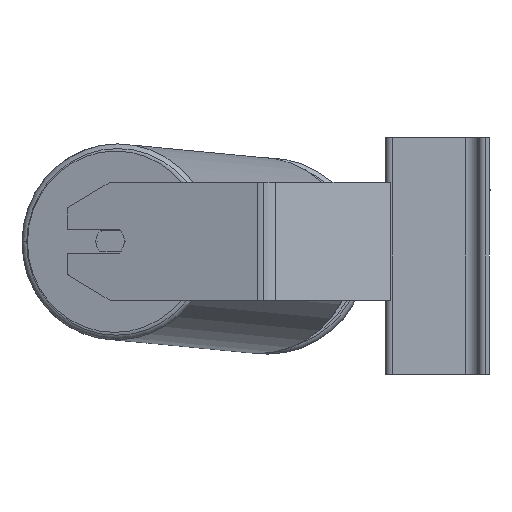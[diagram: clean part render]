
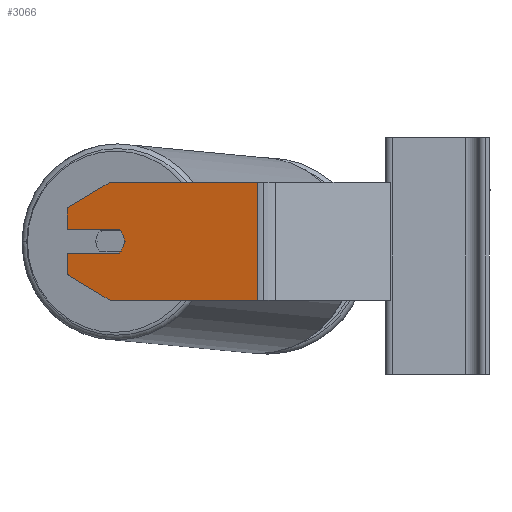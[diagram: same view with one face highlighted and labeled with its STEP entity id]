
A CAD part, left-side view. The second image highlights one B-rep face of the part: STEP entity #3066.
In plain terms, the highlighted planar face has unit normal (-0.966, 0.259, 0).
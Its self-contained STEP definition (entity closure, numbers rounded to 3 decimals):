
#24 = CARTESIAN_POINT ( 'NONE',  ( -608.113, 199.143, 18. ) ) ;
#97 = AXIS2_PLACEMENT_3D ( 'NONE', #9336, #3537, #3489 ) ;
#122 = LINE ( 'NONE', #8157, #3781 ) ;
#181 = CARTESIAN_POINT ( 'NONE',  ( -609.149, 195.279, 10. ) ) ;
#209 = ORIENTED_EDGE ( 'NONE', *, *, #684, .F. ) ;
#210 = CARTESIAN_POINT ( 'NONE',  ( -606.56, 204.939, 50. ) ) ;
#316 = ORIENTED_EDGE ( 'NONE', *, *, #9292, .F. ) ;
#328 = EDGE_CURVE ( 'NONE', #6818, #2173, #1361, .T. ) ;
#472 = VERTEX_POINT ( 'NONE', #4139 ) ;
#684 = EDGE_CURVE ( 'NONE', #6844, #6818, #7653, .T. ) ;
#972 = CARTESIAN_POINT ( 'NONE',  ( -633.383, 104.835, -30. ) ) ;
#1137 = ORIENTED_EDGE ( 'NONE', *, *, #3843, .T. ) ;
#1166 = EDGE_CURVE ( 'NONE', #472, #5449, #3676, .T. ) ;
#1361 = CIRCLE ( 'NONE', #8209, 10. ) ;
#1424 = EDGE_CURVE ( 'NONE', #10170, #6185, #8455, .T. ) ;
#1479 = CARTESIAN_POINT ( 'NONE',  ( -598.796, 233.916, -30. ) ) ;
#1522 = VERTEX_POINT ( 'NONE', #3072 ) ;
#1949 = CARTESIAN_POINT ( 'NONE',  ( -598.796, 233.916, 2. ) ) ;
#2167 = EDGE_CURVE ( 'NONE', #7646, #4042, #5884, .T. ) ;
#2173 = VERTEX_POINT ( 'NONE', #181 ) ;
#2449 = ORIENTED_EDGE ( 'NONE', *, *, #5747, .T. ) ;
#2478 = DIRECTION ( 'NONE',  ( 0.224, 0.837, -0.5 ) ) ;
#2853 = AXIS2_PLACEMENT_3D ( 'NONE', #8083, #4039, #6605 ) ;
#2921 = VECTOR ( 'NONE', #3038, 1000. ) ;
#2943 = EDGE_CURVE ( 'NONE', #2173, #10170, #9530, .T. ) ;
#3038 = DIRECTION ( 'NONE',  ( -0.224, -0.837, -0.5 ) ) ;
#3066 = ADVANCED_FACE ( 'NONE', ( #5907 ), #10164, .F. ) ;
#3072 = CARTESIAN_POINT ( 'NONE',  ( -598.796, 233.916, 32.679 ) ) ;
#3489 = DIRECTION ( 'NONE',  ( 0.259, 0.966, 0. ) ) ;
#3537 = DIRECTION ( 'NONE',  ( 0.966, -0.259, 0. ) ) ;
#3676 = LINE ( 'NONE', #7743, #2921 ) ;
#3710 = DIRECTION ( 'NONE',  ( 0.259, 0.966, 0. ) ) ;
#3725 = VECTOR ( 'NONE', #7693, 1000. ) ;
#3781 = VECTOR ( 'NONE', #4068, 1000. ) ;
#3843 = EDGE_CURVE ( 'NONE', #7646, #1522, #9798, .T. ) ;
#4035 = ORIENTED_EDGE ( 'NONE', *, *, #1166, .T. ) ;
#4039 = DIRECTION ( 'NONE',  ( -0.966, 0.259, 0. ) ) ;
#4042 = VERTEX_POINT ( 'NONE', #6348 ) ;
#4068 = DIRECTION ( 'NONE',  ( 0., 0., -1. ) ) ;
#4139 = CARTESIAN_POINT ( 'NONE',  ( -598.796, 233.916, -12.679 ) ) ;
#4394 = CARTESIAN_POINT ( 'NONE',  ( -598.796, 233.916, 50. ) ) ;
#4793 = CARTESIAN_POINT ( 'NONE',  ( -606.56, 204.939, 10. ) ) ;
#5041 = ORIENTED_EDGE ( 'NONE', *, *, #2167, .F. ) ;
#5115 = CARTESIAN_POINT ( 'NONE',  ( -606.56, 204.939, -30. ) ) ;
#5176 = CARTESIAN_POINT ( 'NONE',  ( -598.796, 233.916, 18. ) ) ;
#5258 = DIRECTION ( 'NONE',  ( -0.259, -0.966, 0. ) ) ;
#5280 = VECTOR ( 'NONE', #2478, 1000. ) ;
#5449 = VERTEX_POINT ( 'NONE', #5115 ) ;
#5467 = CARTESIAN_POINT ( 'NONE',  ( -633.383, 104.835, 50. ) ) ;
#5697 = EDGE_CURVE ( 'NONE', #5449, #5893, #9660, .T. ) ;
#5747 = EDGE_CURVE ( 'NONE', #1522, #6185, #9989, .T. ) ;
#5846 = VECTOR ( 'NONE', #3710, 1000. ) ;
#5884 = LINE ( 'NONE', #4394, #3725 ) ;
#5893 = VERTEX_POINT ( 'NONE', #972 ) ;
#5901 = CARTESIAN_POINT ( 'NONE',  ( -598.796, 233.916, 2. ) ) ;
#5907 = FACE_OUTER_BOUND ( 'NONE', #6709, .T. ) ;
#6185 = VERTEX_POINT ( 'NONE', #10576 ) ;
#6348 = CARTESIAN_POINT ( 'NONE',  ( -633.383, 104.835, 50. ) ) ;
#6579 = ORIENTED_EDGE ( 'NONE', *, *, #328, .F. ) ;
#6602 = CARTESIAN_POINT ( 'NONE',  ( -608.113, 199.143, 2. ) ) ;
#6605 = DIRECTION ( 'NONE',  ( -0.259, -0.966, 0. ) ) ;
#6709 = EDGE_LOOP ( 'NONE', ( #7236, #4035, #10611, #316, #5041, #1137, #2449, #9225, #8009, #6579, #209 ) ) ;
#6818 = VERTEX_POINT ( 'NONE', #6602 ) ;
#6844 = VERTEX_POINT ( 'NONE', #5901 ) ;
#7053 = VECTOR ( 'NONE', #5258, 1000. ) ;
#7080 = DIRECTION ( 'NONE',  ( -0.966, 0.259, 0. ) ) ;
#7137 = VECTOR ( 'NONE', #8120, 1000. ) ;
#7154 = LINE ( 'NONE', #5467, #7684 ) ;
#7236 = ORIENTED_EDGE ( 'NONE', *, *, #10222, .T. ) ;
#7294 = CARTESIAN_POINT ( 'NONE',  ( -598.796, 233.916, 50. ) ) ;
#7371 = CARTESIAN_POINT ( 'NONE',  ( -598.796, 233.916, 32.679 ) ) ;
#7646 = VERTEX_POINT ( 'NONE', #210 ) ;
#7653 = LINE ( 'NONE', #1949, #7053 ) ;
#7684 = VECTOR ( 'NONE', #8677, 1000. ) ;
#7693 = DIRECTION ( 'NONE',  ( -0.259, -0.966, 0. ) ) ;
#7743 = CARTESIAN_POINT ( 'NONE',  ( -606.56, 204.939, -30. ) ) ;
#7824 = DIRECTION ( 'NONE',  ( -0.259, -0.966, 0. ) ) ;
#8009 = ORIENTED_EDGE ( 'NONE', *, *, #2943, .F. ) ;
#8027 = DIRECTION ( 'NONE',  ( -0.259, -0.966, 0. ) ) ;
#8083 = CARTESIAN_POINT ( 'NONE',  ( -606.56, 204.939, 10. ) ) ;
#8120 = DIRECTION ( 'NONE',  ( 0., 0., -1. ) ) ;
#8157 = CARTESIAN_POINT ( 'NONE',  ( -598.796, 233.916, 50. ) ) ;
#8209 = AXIS2_PLACEMENT_3D ( 'NONE', #4793, #7080, #8027 ) ;
#8455 = LINE ( 'NONE', #5176, #5846 ) ;
#8677 = DIRECTION ( 'NONE',  ( 0., 0., -1. ) ) ;
#8822 = VECTOR ( 'NONE', #7824, 1000. ) ;
#9225 = ORIENTED_EDGE ( 'NONE', *, *, #1424, .F. ) ;
#9292 = EDGE_CURVE ( 'NONE', #4042, #5893, #7154, .T. ) ;
#9336 = CARTESIAN_POINT ( 'NONE',  ( -598.796, 233.916, 50. ) ) ;
#9530 = CIRCLE ( 'NONE', #2853, 10. ) ;
#9660 = LINE ( 'NONE', #1479, #8822 ) ;
#9798 = LINE ( 'NONE', #7371, #5280 ) ;
#9989 = LINE ( 'NONE', #7294, #7137 ) ;
#10164 = PLANE ( 'NONE',  #97 ) ;
#10170 = VERTEX_POINT ( 'NONE', #24 ) ;
#10222 = EDGE_CURVE ( 'NONE', #6844, #472, #122, .T. ) ;
#10576 = CARTESIAN_POINT ( 'NONE',  ( -598.796, 233.916, 18. ) ) ;
#10611 = ORIENTED_EDGE ( 'NONE', *, *, #5697, .T. ) ;
